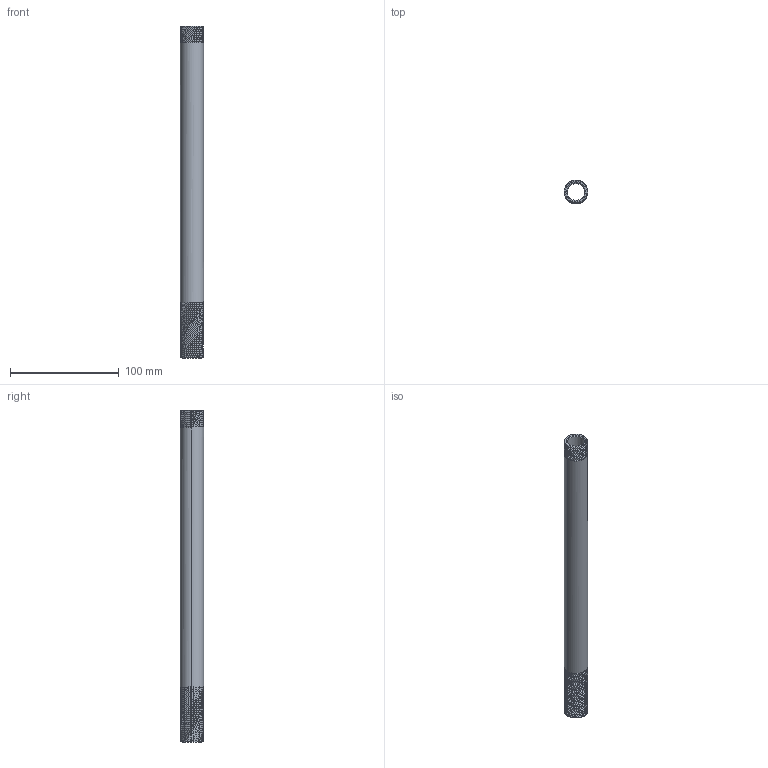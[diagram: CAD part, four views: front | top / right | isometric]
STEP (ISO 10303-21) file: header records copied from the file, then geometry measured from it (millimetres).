
FILE_DESCRIPTION((''),'2;1');
FILE_NAME('207756_ASM','2018-09-11T',('pdmadmin'),('BANNER ENGINEERING'),'CREO PARAMETRIC BY PTC INC, 2016260','CREO PARAMETRIC BY PTC INC, 2016260','');
FILE_SCHEMA(('CONFIG_CONTROL_DESIGN'));
Length unit declared in the file: millimetre
Products named in the file (2): 805706; 207756_ASM
Assembly tree (1 placements, depth 2):
  207756_ASM
    805706
Bounding box: 21.34 x 21.34 x 304.8 mm (x, y, z)
Volume: 48492.1 mm3; surface area: 38060.9 mm2
Topology: 1 solids, 1 shells, 105 faces, 296 edges, 193 vertices
Faces by surface type: cylinder 75, bspline 22, plane 4, cone 4
Entity records: 9048 total; most frequent: CARTESIAN_POINT 6690, ORIENTED_EDGE 592, EDGE_CURVE 296, DIRECTION 295, VERTEX_POINT 193, B_SPLINE_CURVE_WITH_KNOTS 183, EDGE_LOOP 107, FACE_OUTER_BOUND 105
